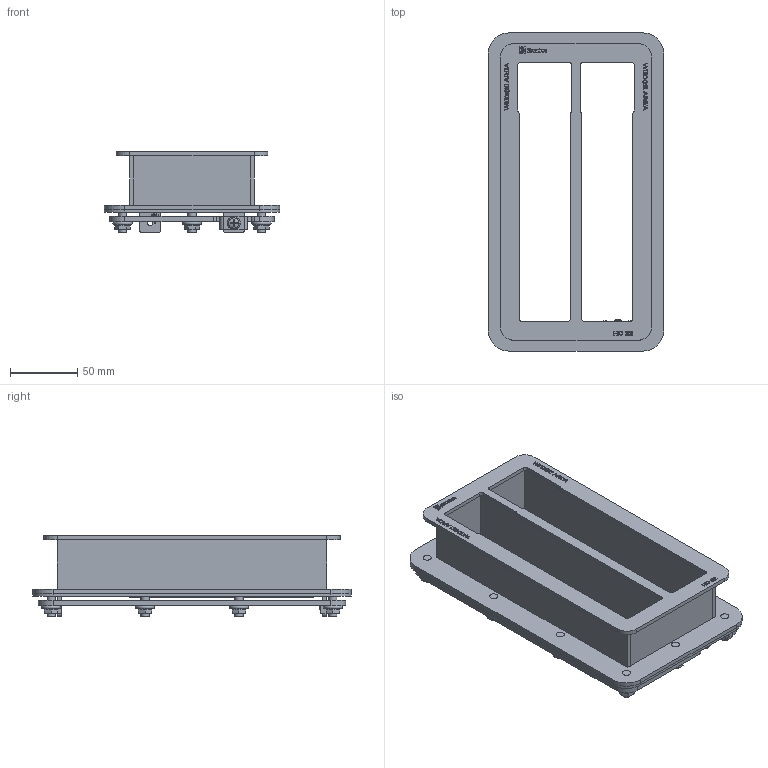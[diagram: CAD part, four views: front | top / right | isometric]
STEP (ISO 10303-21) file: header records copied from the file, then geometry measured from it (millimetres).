
FILE_DESCRIPTION((''),'2;1');
FILE_NAME('HD32.stp','2016-06-23T13:29:21',('se-milkar'),(''),'Autodesk Inventor 2013','Autodesk Inventor 2013','');
FILE_SCHEMA(('AUTOMOTIVE_DESIGN { 1 0 10303 214 1 1 1 1 }'));
Length unit declared in the file: millimetre
Products named in the file (8): 100-020017; 100-019986; 100-019987; 100-019985; 100-022558; 100-022636; 100-024350; 100-022637
Assembly tree (16 placements, depth 2):
  100-020017
    100-019986
    100-019987
    100-019985
    100-022558
    100-022636  x10
    100-024350
    100-022637
Bounding box: 130 x 236 x 60 mm (x, y, z)
Volume: 255678.9 mm3; surface area: 184658.1 mm2
Topology: 33 solids, 33 shells, 1290 faces, 3497 edges, 2324 vertices
Faces by surface type: plane 921, cylinder 163, cone 102, bspline 88, torus 15, sphere 1
Full cylindrical faces by diameter (mm): 4.134 x2, 4.567 x1, 4.917 x10, 5 x1, 5.5 x1, 6 x20, 6.6 x10, 7 x10
Entity records: 36061 total; most frequent: CARTESIAN_POINT 7756, ORIENTED_EDGE 5990, DIRECTION 5227, EDGE_CURVE 2995, VECTOR 2425, LINE 2425, VERTEX_POINT 2030, AXIS2_PLACEMENT_3D 1401
